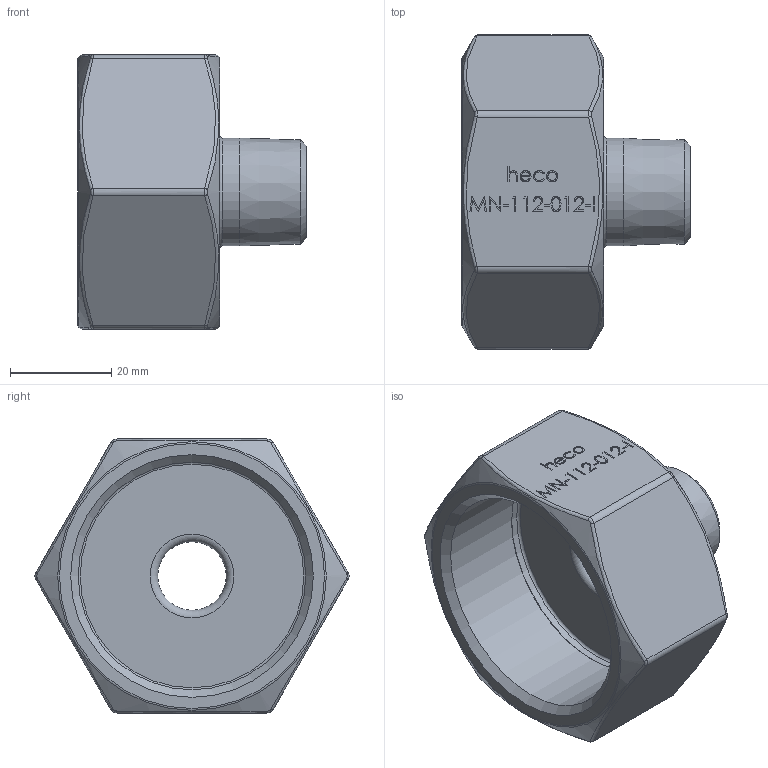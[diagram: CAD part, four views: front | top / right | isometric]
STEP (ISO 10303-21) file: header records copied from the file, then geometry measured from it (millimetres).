
FILE_DESCRIPTION (( 'STEP AP214' ), '1' );
FILE_NAME ('MN-112-012-I 2310.STEP', '2023-11-02T13:59:34', ( '' ), ( '' ), 'SwSTEP 2.0', 'SolidWorks 2019', '' );
FILE_SCHEMA (( 'AUTOMOTIVE_DESIGN' ));
Length unit declared in the file: millimetre
Products named in the file (1): MN-112-012-I 2310
Bounding box: 45 x 61.89 x 54 mm (x, y, z)
Volume: 39832.6 mm3; surface area: 14401.1 mm2
Topology: 1 solids, 1 shells, 213 faces, 537 edges, 348 vertices
Faces by surface type: plane 112, bspline 80, cylinder 10, torus 6, cone 5
Full cylindrical faces by diameter (mm): 13.5 x1, 21.268 x1, 44.845 x1, 45.045 x1
Entity records: 12288 total; most frequent: CARTESIAN_POINT 5882, ORIENTED_EDGE 1034, DIRECTION 668, EDGE_CURVE 517, VERTEX_POINT 343, LINE 314, VECTOR 314, EDGE_LOOP 252
